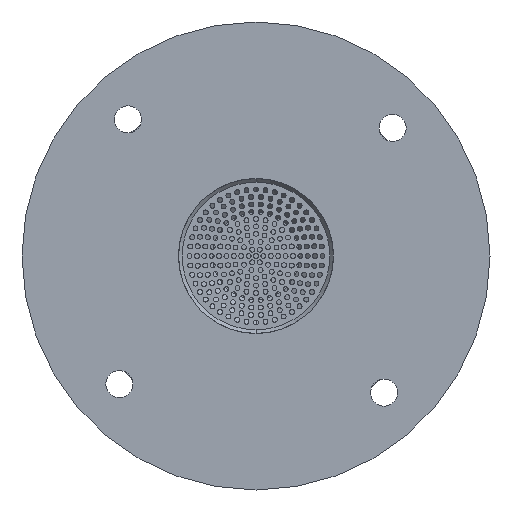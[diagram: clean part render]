
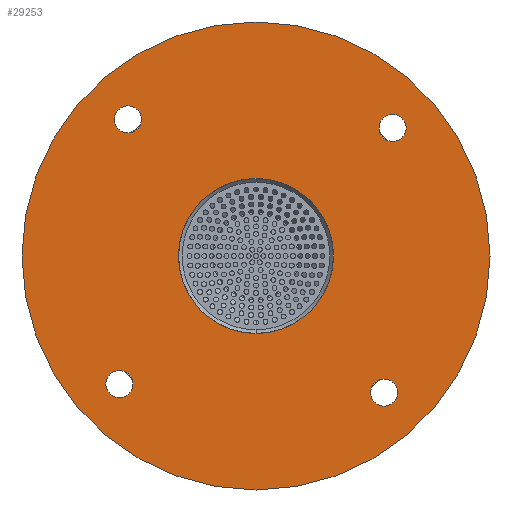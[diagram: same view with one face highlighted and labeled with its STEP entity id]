
A CAD part, front view. The second image highlights one B-rep face of the part: STEP entity #29253.
In plain terms, the highlighted planar face has unit normal (0, -1, 0).
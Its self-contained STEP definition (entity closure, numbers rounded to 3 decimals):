
#493 = DIRECTION ( 'NONE',  ( 0., 0., 1. ) ) ;
#3509 = EDGE_LOOP ( 'NONE', ( #64595, #15490 ) ) ;
#3999 = CARTESIAN_POINT ( 'NONE',  ( 0., -13.119, 15.75 ) ) ;
#4029 = CARTESIAN_POINT ( 'NONE',  ( -25.991, -13.119, 27.721 ) ) ;
#4241 = DIRECTION ( 'NONE',  ( 0., 0., 1. ) ) ;
#4994 = DIRECTION ( 'NONE',  ( 0., 1., 0. ) ) ;
#5118 = CIRCLE ( 'NONE', #53046, 47.5 ) ;
#5431 = AXIS2_PLACEMENT_3D ( 'NONE', #18625, #53717, #11762 ) ;
#5453 = DIRECTION ( 'NONE',  ( 0., 1., 0. ) ) ;
#5684 = DIRECTION ( 'NONE',  ( 0., 0., 1. ) ) ;
#6538 = DIRECTION ( 'NONE',  ( 0., 0., 1. ) ) ;
#6873 = CIRCLE ( 'NONE', #16613, 2.75 ) ;
#6934 = EDGE_CURVE ( 'NONE', #41594, #12089, #6873, .T. ) ;
#7015 = VERTEX_POINT ( 'NONE', #44952 ) ;
#7263 = DIRECTION ( 'NONE',  ( 0., 0., 1. ) ) ;
#8908 = AXIS2_PLACEMENT_3D ( 'NONE', #19467, #66530, #7263 ) ;
#9505 = CIRCLE ( 'NONE', #51262, 2.75 ) ;
#10591 = DIRECTION ( 'NONE',  ( 0., 0., 1. ) ) ;
#10676 = DIRECTION ( 'NONE',  ( 0., 1., 0. ) ) ;
#10923 = AXIS2_PLACEMENT_3D ( 'NONE', #42592, #36411, #26393 ) ;
#11333 = PLANE ( 'NONE',  #17706 ) ;
#11429 = CARTESIAN_POINT ( 'NONE',  ( 0., -13.119, 0. ) ) ;
#11717 = CARTESIAN_POINT ( 'NONE',  ( 0., -13.119, 0. ) ) ;
#11762 = DIRECTION ( 'NONE',  ( 0., 0., 1. ) ) ;
#12089 = VERTEX_POINT ( 'NONE', #73756 ) ;
#12371 = CARTESIAN_POINT ( 'NONE',  ( 27.721, -13.119, 23.241 ) ) ;
#13472 = CARTESIAN_POINT ( 'NONE',  ( 25.991, -13.119, -30.471 ) ) ;
#15164 = CARTESIAN_POINT ( 'NONE',  ( 25.991, -13.119, -27.721 ) ) ;
#15490 = ORIENTED_EDGE ( 'NONE', *, *, #49371, .T. ) ;
#15491 = VERTEX_POINT ( 'NONE', #3999 ) ;
#16353 = AXIS2_PLACEMENT_3D ( 'NONE', #4029, #44731, #33145 ) ;
#16613 = AXIS2_PLACEMENT_3D ( 'NONE', #69688, #4994, #4241 ) ;
#17706 = AXIS2_PLACEMENT_3D ( 'NONE', #11717, #69894, #10591 ) ;
#18048 = EDGE_CURVE ( 'NONE', #45796, #59512, #5118, .T. ) ;
#18120 = DIRECTION ( 'NONE',  ( 0., 1., 0. ) ) ;
#18625 = CARTESIAN_POINT ( 'NONE',  ( 0., -13.119, 0. ) ) ;
#18847 = EDGE_CURVE ( 'NONE', #59996, #73632, #54404, .T. ) ;
#19467 = CARTESIAN_POINT ( 'NONE',  ( 25.991, -13.119, -27.721 ) ) ;
#20115 = CIRCLE ( 'NONE', #5431, 47.5 ) ;
#22013 = CIRCLE ( 'NONE', #60267, 15.75 ) ;
#22656 = DIRECTION ( 'NONE',  ( 0., 0., 1. ) ) ;
#23685 = EDGE_LOOP ( 'NONE', ( #41981, #41054 ) ) ;
#24437 = VERTEX_POINT ( 'NONE', #71752 ) ;
#26263 = EDGE_CURVE ( 'NONE', #73632, #59996, #9505, .T. ) ;
#26393 = DIRECTION ( 'NONE',  ( 0., 0., 1. ) ) ;
#28708 = AXIS2_PLACEMENT_3D ( 'NONE', #64956, #10676, #71131 ) ;
#28954 = FACE_BOUND ( 'NONE', #34736, .T. ) ;
#29253 = ADVANCED_FACE ( 'NONE', ( #45543, #52487, #69525, #39734, #28954, #64085 ), #11333, .F. ) ;
#31094 = CARTESIAN_POINT ( 'NONE',  ( -27.721, -13.119, -25.991 ) ) ;
#31135 = AXIS2_PLACEMENT_3D ( 'NONE', #46552, #5453, #70125 ) ;
#32530 = ORIENTED_EDGE ( 'NONE', *, *, #52060, .T. ) ;
#32710 = CARTESIAN_POINT ( 'NONE',  ( 25.991, -13.119, -24.971 ) ) ;
#32898 = AXIS2_PLACEMENT_3D ( 'NONE', #15164, #72285, #37104 ) ;
#33145 = DIRECTION ( 'NONE',  ( 0., 0., 1. ) ) ;
#33648 = CIRCLE ( 'NONE', #28708, 15.75 ) ;
#34576 = DIRECTION ( 'NONE',  ( 0., 1., 0. ) ) ;
#34736 = EDGE_LOOP ( 'NONE', ( #60527, #75825 ) ) ;
#35061 = ORIENTED_EDGE ( 'NONE', *, *, #26263, .T. ) ;
#35194 = ORIENTED_EDGE ( 'NONE', *, *, #18048, .F. ) ;
#36411 = DIRECTION ( 'NONE',  ( 0., 1., 0. ) ) ;
#37067 = CARTESIAN_POINT ( 'NONE',  ( 0., -13.119, 47.5 ) ) ;
#37104 = DIRECTION ( 'NONE',  ( 0., 0., 1. ) ) ;
#38861 = EDGE_CURVE ( 'NONE', #24437, #7015, #47734, .T. ) ;
#39734 = FACE_BOUND ( 'NONE', #23685, .T. ) ;
#40614 = ORIENTED_EDGE ( 'NONE', *, *, #57632, .F. ) ;
#41054 = ORIENTED_EDGE ( 'NONE', *, *, #57270, .T. ) ;
#41594 = VERTEX_POINT ( 'NONE', #12371 ) ;
#41981 = ORIENTED_EDGE ( 'NONE', *, *, #6934, .T. ) ;
#42592 = CARTESIAN_POINT ( 'NONE',  ( -25.991, -13.119, 27.721 ) ) ;
#43453 = EDGE_CURVE ( 'NONE', #7015, #24437, #47033, .T. ) ;
#44731 = DIRECTION ( 'NONE',  ( 0., 1., 0. ) ) ;
#44952 = CARTESIAN_POINT ( 'NONE',  ( -25.991, -13.119, 30.471 ) ) ;
#45543 = FACE_OUTER_BOUND ( 'NONE', #61870, .T. ) ;
#45796 = VERTEX_POINT ( 'NONE', #37067 ) ;
#46552 = CARTESIAN_POINT ( 'NONE',  ( 27.721, -13.119, 25.991 ) ) ;
#47033 = CIRCLE ( 'NONE', #16353, 2.75 ) ;
#47734 = CIRCLE ( 'NONE', #10923, 2.75 ) ;
#47846 = VERTEX_POINT ( 'NONE', #13472 ) ;
#49371 = EDGE_CURVE ( 'NONE', #15491, #50298, #22013, .T. ) ;
#50298 = VERTEX_POINT ( 'NONE', #72229 ) ;
#50580 = CARTESIAN_POINT ( 'NONE',  ( -27.721, -13.119, -23.241 ) ) ;
#51262 = AXIS2_PLACEMENT_3D ( 'NONE', #74390, #34576, #22656 ) ;
#52060 = EDGE_CURVE ( 'NONE', #62635, #47846, #58116, .T. ) ;
#52487 = FACE_BOUND ( 'NONE', #3509, .T. ) ;
#53046 = AXIS2_PLACEMENT_3D ( 'NONE', #65047, #59275, #6538 ) ;
#53271 = EDGE_CURVE ( 'NONE', #50298, #15491, #33648, .T. ) ;
#53717 = DIRECTION ( 'NONE',  ( 0., 1., 0. ) ) ;
#53726 = EDGE_LOOP ( 'NONE', ( #35061, #67378 ) ) ;
#54404 = CIRCLE ( 'NONE', #64240, 2.75 ) ;
#55766 = CIRCLE ( 'NONE', #31135, 2.75 ) ;
#55791 = CARTESIAN_POINT ( 'NONE',  ( 0., -13.119, -47.5 ) ) ;
#57270 = EDGE_CURVE ( 'NONE', #12089, #41594, #55766, .T. ) ;
#57632 = EDGE_CURVE ( 'NONE', #59512, #45796, #20115, .T. ) ;
#58116 = CIRCLE ( 'NONE', #8908, 2.75 ) ;
#58432 = DIRECTION ( 'NONE',  ( 0., 1., 0. ) ) ;
#59236 = ORIENTED_EDGE ( 'NONE', *, *, #66738, .T. ) ;
#59275 = DIRECTION ( 'NONE',  ( 0., 1., 0. ) ) ;
#59512 = VERTEX_POINT ( 'NONE', #55791 ) ;
#59996 = VERTEX_POINT ( 'NONE', #50580 ) ;
#60267 = AXIS2_PLACEMENT_3D ( 'NONE', #11429, #58432, #5684 ) ;
#60527 = ORIENTED_EDGE ( 'NONE', *, *, #38861, .T. ) ;
#61870 = EDGE_LOOP ( 'NONE', ( #40614, #35194 ) ) ;
#62635 = VERTEX_POINT ( 'NONE', #32710 ) ;
#64085 = FACE_BOUND ( 'NONE', #53726, .T. ) ;
#64149 = CARTESIAN_POINT ( 'NONE',  ( -27.721, -13.119, -28.741 ) ) ;
#64240 = AXIS2_PLACEMENT_3D ( 'NONE', #31094, #18120, #493 ) ;
#64595 = ORIENTED_EDGE ( 'NONE', *, *, #53271, .T. ) ;
#64956 = CARTESIAN_POINT ( 'NONE',  ( 0., -13.119, 0. ) ) ;
#65047 = CARTESIAN_POINT ( 'NONE',  ( 0., -13.119, 0. ) ) ;
#66530 = DIRECTION ( 'NONE',  ( 0., 1., 0. ) ) ;
#66738 = EDGE_CURVE ( 'NONE', #47846, #62635, #73603, .T. ) ;
#67378 = ORIENTED_EDGE ( 'NONE', *, *, #18847, .T. ) ;
#69525 = FACE_BOUND ( 'NONE', #71099, .T. ) ;
#69688 = CARTESIAN_POINT ( 'NONE',  ( 27.721, -13.119, 25.991 ) ) ;
#69894 = DIRECTION ( 'NONE',  ( 0., 1., 0. ) ) ;
#70125 = DIRECTION ( 'NONE',  ( 0., 0., 1. ) ) ;
#71099 = EDGE_LOOP ( 'NONE', ( #59236, #32530 ) ) ;
#71131 = DIRECTION ( 'NONE',  ( 0., 0., 1. ) ) ;
#71752 = CARTESIAN_POINT ( 'NONE',  ( -25.991, -13.119, 24.971 ) ) ;
#72229 = CARTESIAN_POINT ( 'NONE',  ( 0., -13.119, -15.75 ) ) ;
#72285 = DIRECTION ( 'NONE',  ( 0., 1., 0. ) ) ;
#73603 = CIRCLE ( 'NONE', #32898, 2.75 ) ;
#73632 = VERTEX_POINT ( 'NONE', #64149 ) ;
#73756 = CARTESIAN_POINT ( 'NONE',  ( 27.721, -13.119, 28.741 ) ) ;
#74390 = CARTESIAN_POINT ( 'NONE',  ( -27.721, -13.119, -25.991 ) ) ;
#75825 = ORIENTED_EDGE ( 'NONE', *, *, #43453, .T. ) ;
